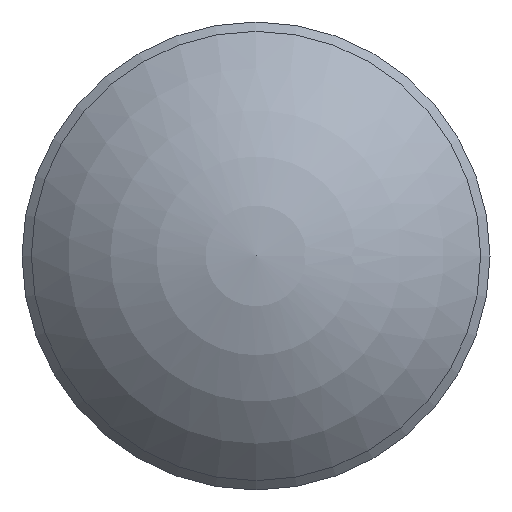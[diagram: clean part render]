
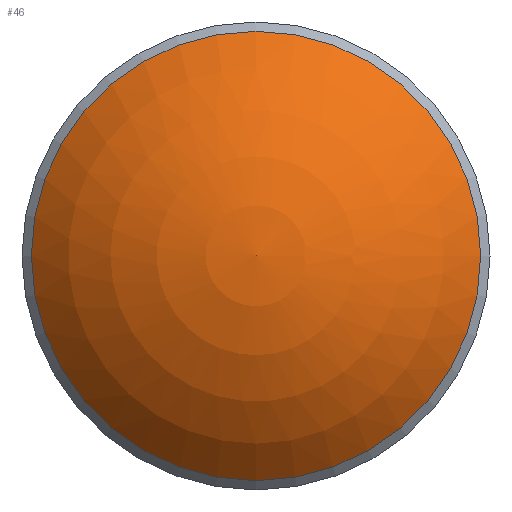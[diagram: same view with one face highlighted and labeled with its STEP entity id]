
A CAD part, top view. The second image highlights one B-rep face of the part: STEP entity #46.
In plain terms, the highlighted spherical face has radius 9.7 mm.
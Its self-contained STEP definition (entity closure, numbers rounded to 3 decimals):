
#46 = ADVANCED_FACE( '', ( #94 ), #95, .T. );
#94 = FACE_OUTER_BOUND( '', #139, .T. );
#95 = SPHERICAL_SURFACE( '', #140, 9.7 );
#139 = EDGE_LOOP( '', ( #190 ) );
#140 = AXIS2_PLACEMENT_3D( '', #191, #192, #193 );
#190 = ORIENTED_EDGE( '', *, *, #216, .T. );
#191 = CARTESIAN_POINT( '', ( 0., 0., -3.1 ) );
#192 = DIRECTION( '', ( 0., 0., 1. ) );
#193 = DIRECTION( '', ( 1., 0., 0. ) );
#216 = EDGE_CURVE( '', #237, #237, #238, .T. );
#237 = VERTEX_POINT( '', #265 );
#238 = CIRCLE( '', #266, 7.2 );
#265 = CARTESIAN_POINT( '', ( 7.2, 0., 3.4 ) );
#266 = AXIS2_PLACEMENT_3D( '', #293, #294, #295 );
#293 = CARTESIAN_POINT( '', ( 0., 0., 3.4 ) );
#294 = DIRECTION( '', ( 0., 0., 1. ) );
#295 = DIRECTION( '', ( 1., 0., 0. ) );
